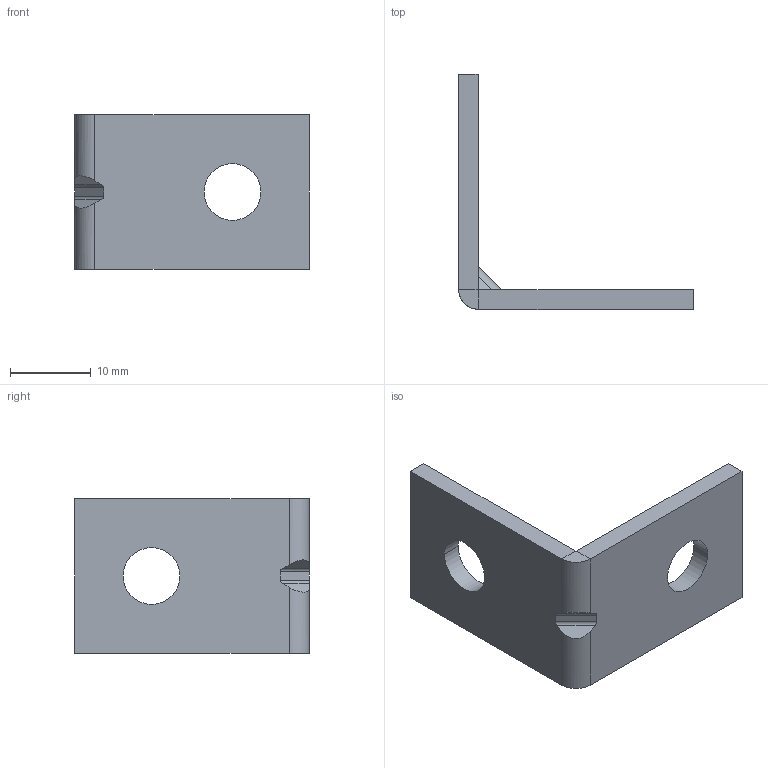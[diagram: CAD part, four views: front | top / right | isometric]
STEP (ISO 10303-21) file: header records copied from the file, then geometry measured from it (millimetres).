
FILE_DESCRIPTION (( 'STEP AP203' ), '1' );
FILE_NAME ('WAC.STEP', '2024-04-11T01:50:16', ( '' ), ( '' ), 'SwSTEP 2.0', 'SolidWorks 2021', '' );
FILE_SCHEMA (( 'CONFIG_CONTROL_DESIGN' ));
Length unit declared in the file: millimetre
Products named in the file (1): WAC
Bounding box: 29 x 29 x 19.1 mm (x, y, z)
Volume: 2339.9 mm3; surface area: 2409.4 mm2
Topology: 1 solids, 1 shells, 30 faces, 76 edges, 48 vertices
Faces by surface type: plane 18, cylinder 12
Entity records: 973 total; most frequent: CARTESIAN_POINT 191, ORIENTED_EDGE 152, DIRECTION 138, EDGE_CURVE 76, VECTOR 52, LINE 52, VERTEX_POINT 48, AXIS2_PLACEMENT_3D 43
